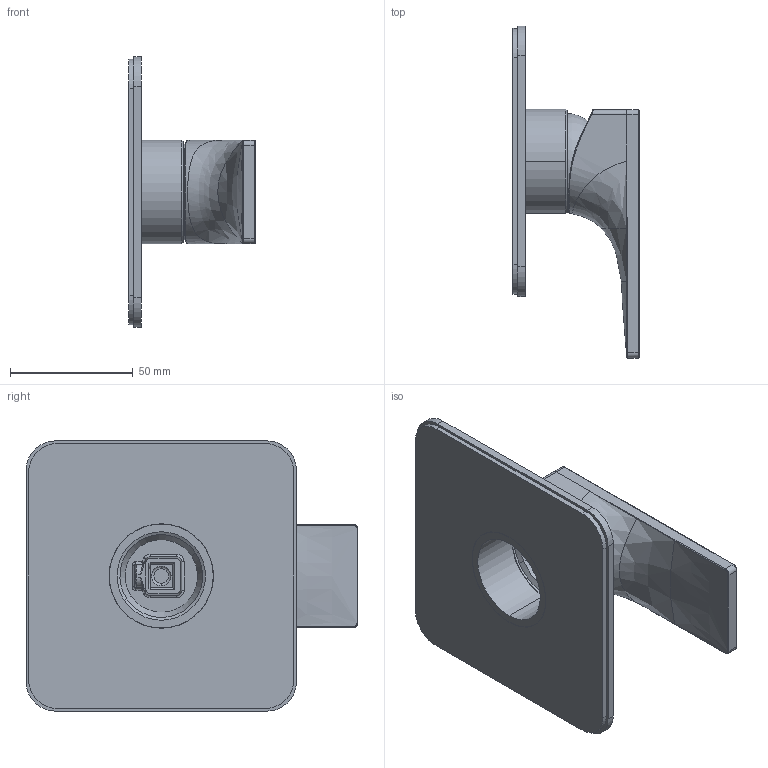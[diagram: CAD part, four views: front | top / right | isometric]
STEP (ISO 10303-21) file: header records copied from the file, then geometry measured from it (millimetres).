
FILE_DESCRIPTION (( 'STEP AP203' ), '1' );
FILE_NAME ('SEVE124108_---.STEP', '2019-02-08T10:51:45', ( '' ), ( '' ), 'SwSTEP 2.0', 'SolidWorks 2018', '' );
FILE_SCHEMA (( 'CONFIG_CONTROL_DESIGN' ));
Length unit declared in the file: millimetre
Products named in the file (13): leva_vasca_doccia_seven_124002; coprighiera_37x19_plastica_81002_P; piastra_90024_000; tappino_copriforo_cromato_piatto_38007_000; guarnizione_spugna_90029_000; corpo-incasso-cartØ35_81108_000; corpo-incasso-cartØ35_81108_000_WRL; SEVE124108_---
Assembly tree (6 placements, depth 2):
  leva_vasca_doccia_seven_124002
  coprighiera_37x19_plastica_81002_P
  tappino_copriforo_cromato_piatto_38007_000
  guarnizione_spugna_90029_000
  piastra_90024_000
Bounding box: 51.3 x 135 x 110 mm (x, y, z)
Volume: 99318.9 mm3; surface area: 69858.2 mm2
Topology: 6 solids, 6 shells, 210 faces, 489 edges, 294 vertices
Faces by surface type: cylinder 68, plane 56, bspline 45, cone 22, torus 19
Entity records: 9204 total; most frequent: CARTESIAN_POINT 3510, ORIENTED_EDGE 970, DIRECTION 914, EDGE_CURVE 485, AXIS2_PLACEMENT_3D 364, VERTEX_POINT 294, EDGE_LOOP 229, FACE_OUTER_BOUND 210
